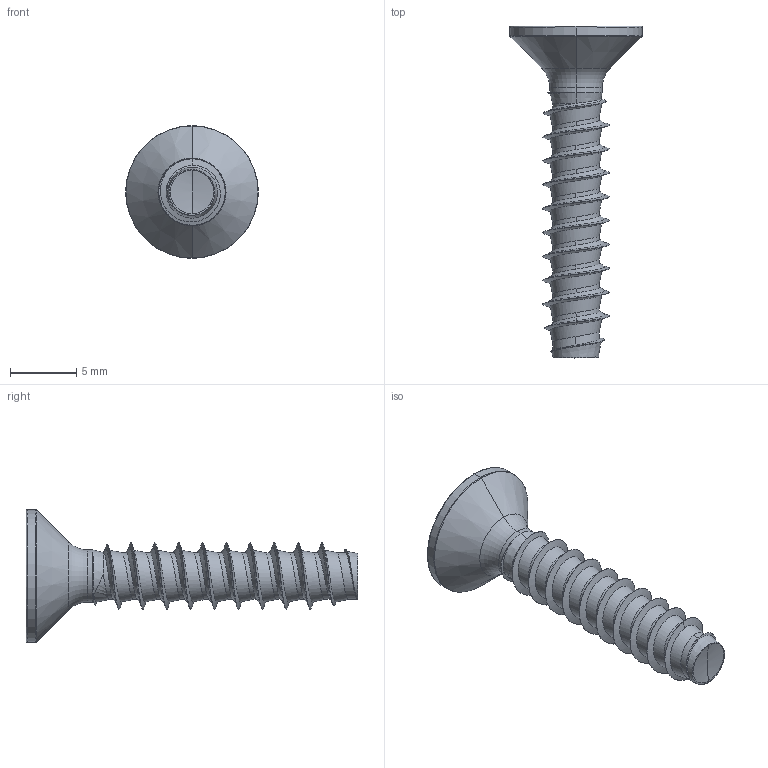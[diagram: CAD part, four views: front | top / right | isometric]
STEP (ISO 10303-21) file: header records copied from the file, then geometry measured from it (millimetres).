
FILE_DESCRIPTION (( 'STEP AP203' ), '1' );
FILE_NAME ('STP330500250.STEP', '2017-08-15T16:42:43', ( '' ), ( '' ), 'SwSTEP 2.0', 'SolidWorks 2015', '' );
FILE_SCHEMA (( 'CONFIG_CONTROL_DESIGN' ));
Length unit declared in the file: millimetre
Products named in the file (1): STP330500250
Bounding box: 10 x 25 x 10 mm (x, y, z)
Volume: 416.3 mm3; surface area: 610.3 mm2
Topology: 1 solids, 1 shells, 183 faces, 417 edges, 236 vertices
Faces by surface type: cylinder 68, bspline 51, sphere 26, plane 22, cone 10, torus 6
Entity records: 24056 total; most frequent: CARTESIAN_POINT 20359, ORIENTED_EDGE 830, DIRECTION 668, EDGE_CURVE 415, AXIS2_PLACEMENT_3D 273, VERTEX_POINT 236, EDGE_LOOP 185, ADVANCED_FACE 183
